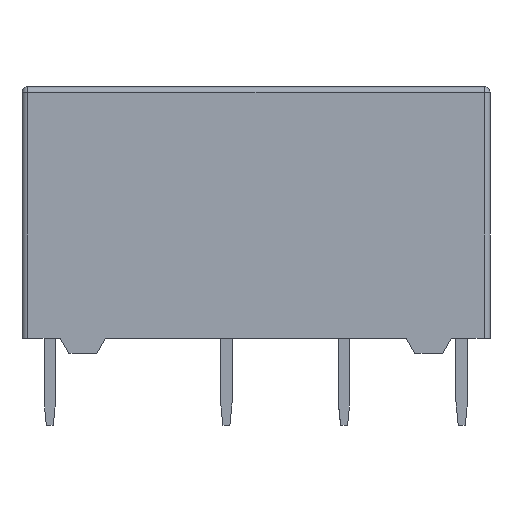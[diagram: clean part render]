
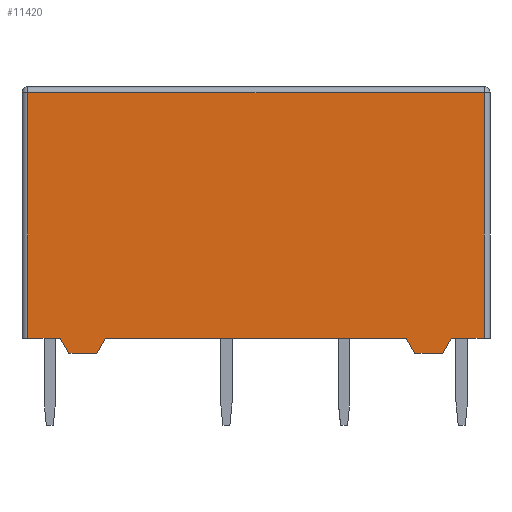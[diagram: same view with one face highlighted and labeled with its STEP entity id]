
A CAD part, front view. The second image highlights one B-rep face of the part: STEP entity #11420.
In plain terms, the highlighted planar face has unit normal (0, -1, 0).
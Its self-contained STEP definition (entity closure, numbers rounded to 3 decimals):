
#406 = VERTEX_POINT ( 'NONE', #4624 ) ;
#546 = EDGE_CURVE ( 'NONE', #5783, #406, #7879, .T. ) ;
#922 = CARTESIAN_POINT ( 'NONE',  ( 16.955, -10., -11.45 ) ) ;
#1442 = ORIENTED_EDGE ( 'NONE', *, *, #14700, .T. ) ;
#1622 = CARTESIAN_POINT ( 'NONE',  ( 1.65, -10., -10.8 ) ) ;
#1951 = CARTESIAN_POINT ( 'NONE',  ( 16.58, -10., -10.8 ) ) ;
#2223 = VERTEX_POINT ( 'NONE', #13668 ) ;
#2247 = DIRECTION ( 'NONE',  ( 0., 0., 1. ) ) ;
#2283 = ORIENTED_EDGE ( 'NONE', *, *, #8325, .F. ) ;
#2968 = ORIENTED_EDGE ( 'NONE', *, *, #10095, .F. ) ;
#3221 = LINE ( 'NONE', #8897, #11167 ) ;
#3253 = VECTOR ( 'NONE', #7177, 1000. ) ;
#3451 = DIRECTION ( 'NONE',  ( 1., 0., 0. ) ) ;
#3515 = DIRECTION ( 'NONE',  ( 1., 0., 0. ) ) ;
#3622 = FACE_OUTER_BOUND ( 'NONE', #14417, .T. ) ;
#3660 = VECTOR ( 'NONE', #16382, 1000. ) ;
#3691 = DIRECTION ( 'NONE',  ( -1., 0., 0. ) ) ;
#3762 = VERTEX_POINT ( 'NONE', #5840 ) ;
#3790 = VERTEX_POINT ( 'NONE', #4373 ) ;
#4023 = CARTESIAN_POINT ( 'NONE',  ( 18.53, -10., -10.8 ) ) ;
#4172 = ORIENTED_EDGE ( 'NONE', *, *, #17033, .T. ) ;
#4276 = VECTOR ( 'NONE', #3451, 1000. ) ;
#4373 = CARTESIAN_POINT ( 'NONE',  ( 19.95, -10., -0.2 ) ) ;
#4376 = LINE ( 'NONE', #8673, #9890 ) ;
#4568 = CARTESIAN_POINT ( 'NONE',  ( 19.95, -10., 0.05 ) ) ;
#4624 = CARTESIAN_POINT ( 'NONE',  ( 2.025, -10., -11.45 ) ) ;
#5172 = PLANE ( 'NONE',  #13364 ) ;
#5240 = LINE ( 'NONE', #10781, #3660 ) ;
#5307 = LINE ( 'NONE', #10562, #16879 ) ;
#5308 = EDGE_CURVE ( 'NONE', #5783, #17877, #3221, .T. ) ;
#5444 = VERTEX_POINT ( 'NONE', #7851 ) ;
#5671 = LINE ( 'NONE', #12643, #12459 ) ;
#5783 = VERTEX_POINT ( 'NONE', #14531 ) ;
#5840 = CARTESIAN_POINT ( 'NONE',  ( 1.65, -10., -10.8 ) ) ;
#5858 = ORIENTED_EDGE ( 'NONE', *, *, #6391, .T. ) ;
#6033 = DIRECTION ( 'NONE',  ( 0., 0., 1. ) ) ;
#6391 = EDGE_CURVE ( 'NONE', #3790, #10698, #5671, .T. ) ;
#6820 = VERTEX_POINT ( 'NONE', #15479 ) ;
#7073 = CARTESIAN_POINT ( 'NONE',  ( 0.25, -10., -0.2 ) ) ;
#7075 = VECTOR ( 'NONE', #3691, 1000. ) ;
#7177 = DIRECTION ( 'NONE',  ( 0.5, 0., -0.866 ) ) ;
#7471 = CARTESIAN_POINT ( 'NONE',  ( 18.155, -10., -11.45 ) ) ;
#7728 = CARTESIAN_POINT ( 'NONE',  ( 0., -10., 0.05 ) ) ;
#7851 = CARTESIAN_POINT ( 'NONE',  ( 19.95, -10., -10.8 ) ) ;
#7879 = LINE ( 'NONE', #16385, #7075 ) ;
#8173 = ORIENTED_EDGE ( 'NONE', *, *, #10392, .T. ) ;
#8325 = EDGE_CURVE ( 'NONE', #14442, #2223, #14411, .T. ) ;
#8673 = CARTESIAN_POINT ( 'NONE',  ( 0., -10., -10.8 ) ) ;
#8897 = CARTESIAN_POINT ( 'NONE',  ( 3.6, -10., -10.8 ) ) ;
#9005 = LINE ( 'NONE', #10533, #17733 ) ;
#9093 = ORIENTED_EDGE ( 'NONE', *, *, #12315, .T. ) ;
#9175 = DIRECTION ( 'NONE',  ( 0., 1., 0. ) ) ;
#9336 = CARTESIAN_POINT ( 'NONE',  ( 0., -10., -10.8 ) ) ;
#9854 = VERTEX_POINT ( 'NONE', #7471 ) ;
#9890 = VECTOR ( 'NONE', #13910, 1000. ) ;
#10095 = EDGE_CURVE ( 'NONE', #9854, #14442, #5240, .T. ) ;
#10360 = LINE ( 'NONE', #15935, #4276 ) ;
#10392 = EDGE_CURVE ( 'NONE', #17877, #2223, #10360, .T. ) ;
#10533 = CARTESIAN_POINT ( 'NONE',  ( 0.25, -10., 0.05 ) ) ;
#10562 = CARTESIAN_POINT ( 'NONE',  ( 18.155, -10., -11.45 ) ) ;
#10698 = VERTEX_POINT ( 'NONE', #7073 ) ;
#10781 = CARTESIAN_POINT ( 'NONE',  ( 16.955, -10., -11.45 ) ) ;
#10978 = VECTOR ( 'NONE', #3515, 1000. ) ;
#11167 = VECTOR ( 'NONE', #14341, 1000. ) ;
#11420 = ADVANCED_FACE ( 'NONE', ( #3622 ), #5172, .F. ) ;
#11421 = ORIENTED_EDGE ( 'NONE', *, *, #5308, .T. ) ;
#11668 = DIRECTION ( 'NONE',  ( -0.5, 0., 0.866 ) ) ;
#11981 = LINE ( 'NONE', #9336, #10978 ) ;
#12315 = EDGE_CURVE ( 'NONE', #3762, #406, #12351, .T. ) ;
#12351 = LINE ( 'NONE', #1622, #3253 ) ;
#12459 = VECTOR ( 'NONE', #17620, 1000. ) ;
#12554 = VECTOR ( 'NONE', #11668, 1000. ) ;
#12643 = CARTESIAN_POINT ( 'NONE',  ( 0., -10., -0.2 ) ) ;
#12785 = EDGE_CURVE ( 'NONE', #6820, #3762, #4376, .T. ) ;
#12951 = ORIENTED_EDGE ( 'NONE', *, *, #12785, .T. ) ;
#12967 = ORIENTED_EDGE ( 'NONE', *, *, #546, .F. ) ;
#13093 = LINE ( 'NONE', #4568, #16582 ) ;
#13364 = AXIS2_PLACEMENT_3D ( 'NONE', #7728, #9175, #2247 ) ;
#13668 = CARTESIAN_POINT ( 'NONE',  ( 16.58, -10., -10.8 ) ) ;
#13763 = EDGE_CURVE ( 'NONE', #10698, #6820, #9005, .T. ) ;
#13910 = DIRECTION ( 'NONE',  ( 1., 0., 0. ) ) ;
#14341 = DIRECTION ( 'NONE',  ( 0.5, 0., 0.866 ) ) ;
#14411 = LINE ( 'NONE', #1951, #12554 ) ;
#14417 = EDGE_LOOP ( 'NONE', ( #12967, #11421, #8173, #2283, #2968, #16455, #1442, #4172, #5858, #17126, #12951, #9093 ) ) ;
#14442 = VERTEX_POINT ( 'NONE', #922 ) ;
#14475 = CARTESIAN_POINT ( 'NONE',  ( 3.6, -10., -10.8 ) ) ;
#14531 = CARTESIAN_POINT ( 'NONE',  ( 3.225, -10., -11.45 ) ) ;
#14700 = EDGE_CURVE ( 'NONE', #17739, #5444, #11981, .T. ) ;
#14919 = DIRECTION ( 'NONE',  ( 0., 0., -1. ) ) ;
#15479 = CARTESIAN_POINT ( 'NONE',  ( 0.25, -10., -10.8 ) ) ;
#15935 = CARTESIAN_POINT ( 'NONE',  ( 0., -10., -10.8 ) ) ;
#16235 = DIRECTION ( 'NONE',  ( -0.5, 0., -0.866 ) ) ;
#16382 = DIRECTION ( 'NONE',  ( -1., 0., 0. ) ) ;
#16385 = CARTESIAN_POINT ( 'NONE',  ( 0., -10., -11.45 ) ) ;
#16455 = ORIENTED_EDGE ( 'NONE', *, *, #16792, .F. ) ;
#16582 = VECTOR ( 'NONE', #6033, 1000. ) ;
#16792 = EDGE_CURVE ( 'NONE', #17739, #9854, #5307, .T. ) ;
#16879 = VECTOR ( 'NONE', #16235, 1000. ) ;
#17033 = EDGE_CURVE ( 'NONE', #5444, #3790, #13093, .T. ) ;
#17126 = ORIENTED_EDGE ( 'NONE', *, *, #13763, .T. ) ;
#17620 = DIRECTION ( 'NONE',  ( -1., 0., 0. ) ) ;
#17733 = VECTOR ( 'NONE', #14919, 1000. ) ;
#17739 = VERTEX_POINT ( 'NONE', #4023 ) ;
#17877 = VERTEX_POINT ( 'NONE', #14475 ) ;
